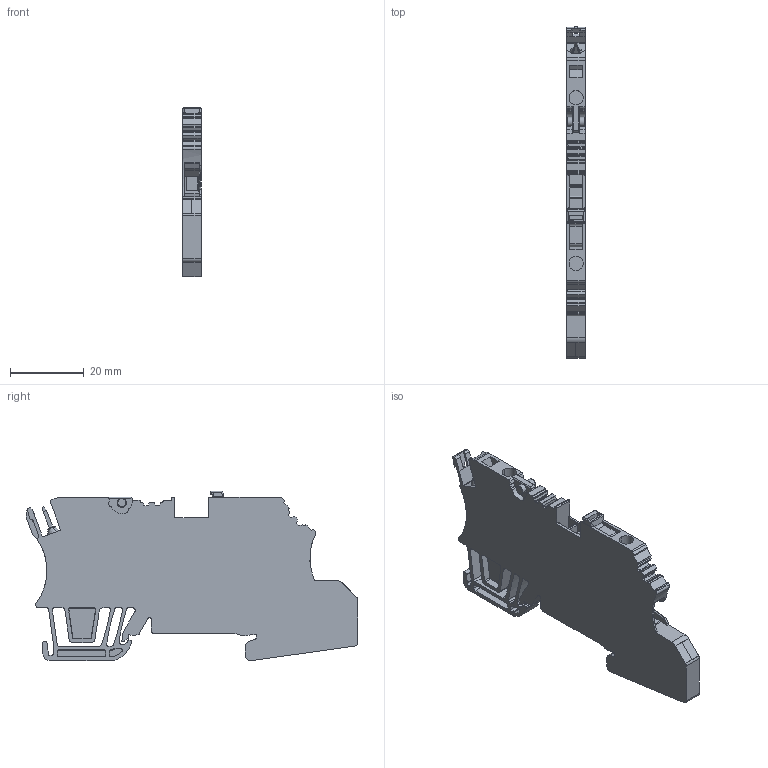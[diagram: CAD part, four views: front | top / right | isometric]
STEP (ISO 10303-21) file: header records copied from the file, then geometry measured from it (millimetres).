
FILE_DESCRIPTION(('CATIA V5 STEP Exchange','CAx-IF Rec.Pracs.--- Model Styling and Organization---1.4--- 2014-01-23'),'2;1');
FILE_NAME ('D1451370_0', '2020-01-24T13:45:22+00:00', ('none'), ('Weidmueller'), 'CATIA Version 5-6 Release 2016 SP3 HF44', 'CATIA V5 STEP AP214', 'none');
FILE_SCHEMA(('AUTOMOTIVE_DESIGN { 1 0 10303 214 1 1 1 1 }'));
Length unit declared in the file: millimetre
Products named in the file (1): 1357440000_WMF_2-5_DI_BLZ_PE_STB
Bounding box: 5.08 x 89.84 x 45.85 mm (x, y, z)
Volume: 12990.8 mm3; surface area: 9840.3 mm2
Topology: 4 solids, 4 shells, 570 faces, 1667 edges, 1112 vertices
Faces by surface type: plane 303, cylinder 237, cone 21, torus 7, bspline 2
Entity records: 18396 total; most frequent: CARTESIAN_POINT 3783, ORIENTED_EDGE 3330, DIRECTION 2514, EDGE_CURVE 1665, VERTEX_POINT 1112, VECTOR 1075, LINE 1075, AXIS2_PLACEMENT_3D 955
